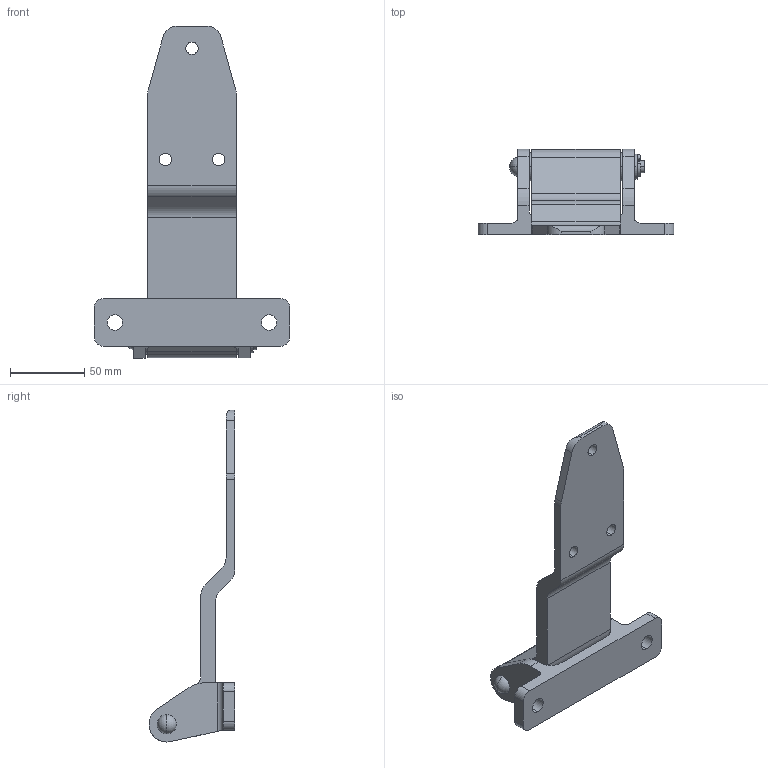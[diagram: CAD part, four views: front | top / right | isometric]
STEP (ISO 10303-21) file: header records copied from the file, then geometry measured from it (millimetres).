
FILE_DESCRIPTION (( 'STEP AP203' ), '1' );
FILE_NAME ('FB-820-1.STEP', '2013-09-06T01:27:41', ( '' ), ( '' ), 'SwSTEP 2.0', 'SolidWorks 2012', '' );
FILE_SCHEMA (( 'CONFIG_CONTROL_DESIGN' ));
Length unit declared in the file: millimetre
Products named in the file (7): FB-820ピン_; FB-820カラー_; FB-820-1羽根_; FB-820-1受座_; FB-820-1; 暯儚僢僔儍乕M8傒偑偒娵_t=2.0; 妱傝僺儞丂屇傃2_L=20庢晅忬懺冇10幉
Assembly tree (7 placements, depth 2):
  FB-820-1
    FB-820-1受座_
    FB-820-1羽根_
    FB-820カラー_  x2
    FB-820ピン_
    妱傝僺儞丂屇傃2_L=20庢晅忬懺冇10幉
    暯儚僢僔儍乕M8傒偑偒娵_t=2.0
Bounding box: 132 x 57.99 x 224 mm (x, y, z)
Volume: 195418.2 mm3; surface area: 60448.4 mm2
Topology: 7 solids, 7 shells, 132 faces, 321 edges, 206 vertices
Faces by surface type: cylinder 71, plane 43, torus 16, sphere 2
Entity records: 4578 total; most frequent: CARTESIAN_POINT 738, DIRECTION 711, ORIENTED_EDGE 606, EDGE_CURVE 303, AXIS2_PLACEMENT_3D 285, VERTEX_POINT 194, CIRCLE 152, EDGE_LOOP 147
